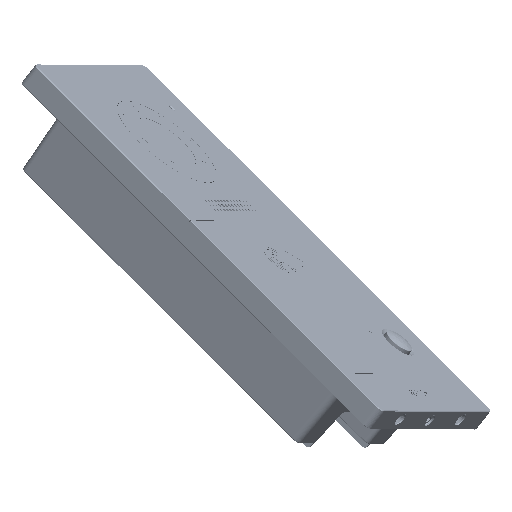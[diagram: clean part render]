
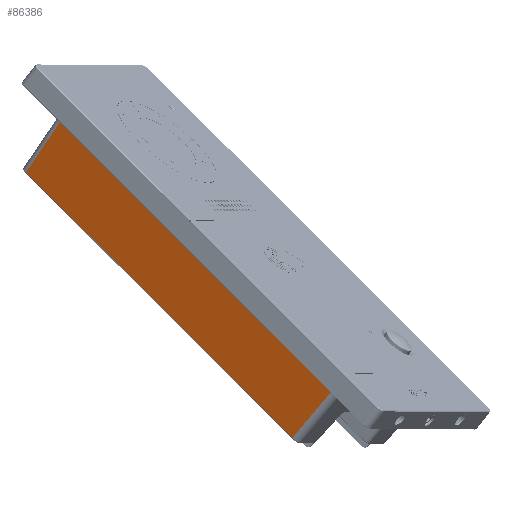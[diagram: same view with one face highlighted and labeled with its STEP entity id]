
A CAD part, isometric view. The second image highlights one B-rep face of the part: STEP entity #86386.
In plain terms, the highlighted face is planar.
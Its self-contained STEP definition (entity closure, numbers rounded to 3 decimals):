
#84748=CARTESIAN_POINT('Vertex',(278.094,0.,-183.41)) ;
#84751=CARTESIAN_POINT('Line Origine',(278.094,0.,-99.5)) ;
#84755=CARTESIAN_POINT('Vertex',(278.094,0.,-15.59)) ;
#86348=CARTESIAN_POINT('Vertex',(279.657,-29.826,-181.847)) ;
#86351=CARTESIAN_POINT('Line Origine',(281.884,-72.303,-179.621)) ;
#86363=CARTESIAN_POINT('Axis2P3D Location',(278.,1.8,-190.008)) ;
#86368=CARTESIAN_POINT('Line Origine',(279.657,-29.826,-99.5)) ;
#86372=CARTESIAN_POINT('Vertex',(279.657,-29.826,-17.153)) ;
#86375=CARTESIAN_POINT('Line Origine',(278.876,-14.913,-16.372)) ;
#84752=DIRECTION('Vector Direction',(0.,0.,-1.)) ;
#86352=DIRECTION('Vector Direction',(0.052,-0.997,0.052)) ;
#86364=DIRECTION('Axis2P3D Direction',(0.999,0.052,0.)) ;
#86365=DIRECTION('Axis2P3D XDirection',(0.,0.,-1.)) ;
#86369=DIRECTION('Vector Direction',(0.,0.,1.)) ;
#86376=DIRECTION('Vector Direction',(-0.052,0.997,0.052)) ;
#86366=AXIS2_PLACEMENT_3D('Plane Axis2P3D',#86363,#86364,#86365) ;
#86381=ORIENTED_EDGE('',*,*,#84757,.T.) ;
#86382=ORIENTED_EDGE('',*,*,#86355,.F.) ;
#86383=ORIENTED_EDGE('',*,*,#86374,.T.) ;
#86384=ORIENTED_EDGE('',*,*,#86379,.T.) ;
#84753=VECTOR('Line Direction',#84752,1.) ;
#86353=VECTOR('Line Direction',#86352,1.) ;
#86370=VECTOR('Line Direction',#86369,1.) ;
#86377=VECTOR('Line Direction',#86376,1.) ;
#86386=ADVANCED_FACE('1216\\1214\\1180\\MANIFOLD_SOLID_BREP #116043',(#86385),#86367,.F.) ;
#84757=EDGE_CURVE('',#84756,#84749,#84754,.T.) ;
#86355=EDGE_CURVE('',#86349,#84749,#86354,.F.) ;
#86374=EDGE_CURVE('',#86349,#86373,#86371,.T.) ;
#86379=EDGE_CURVE('',#86373,#84756,#86378,.T.) ;
#86380=EDGE_LOOP('',(#86381,#86382,#86383,#86384)) ;
#86385=FACE_OUTER_BOUND('',#86380,.T.) ;
#84754=LINE('Line',#84751,#84753) ;
#86354=LINE('Line',#86351,#86353) ;
#86371=LINE('Line',#86368,#86370) ;
#86378=LINE('Line',#86375,#86377) ;
#86367=PLANE('',#86366) ;
#84749=VERTEX_POINT('',#84748) ;
#84756=VERTEX_POINT('',#84755) ;
#86349=VERTEX_POINT('',#86348) ;
#86373=VERTEX_POINT('',#86372) ;
